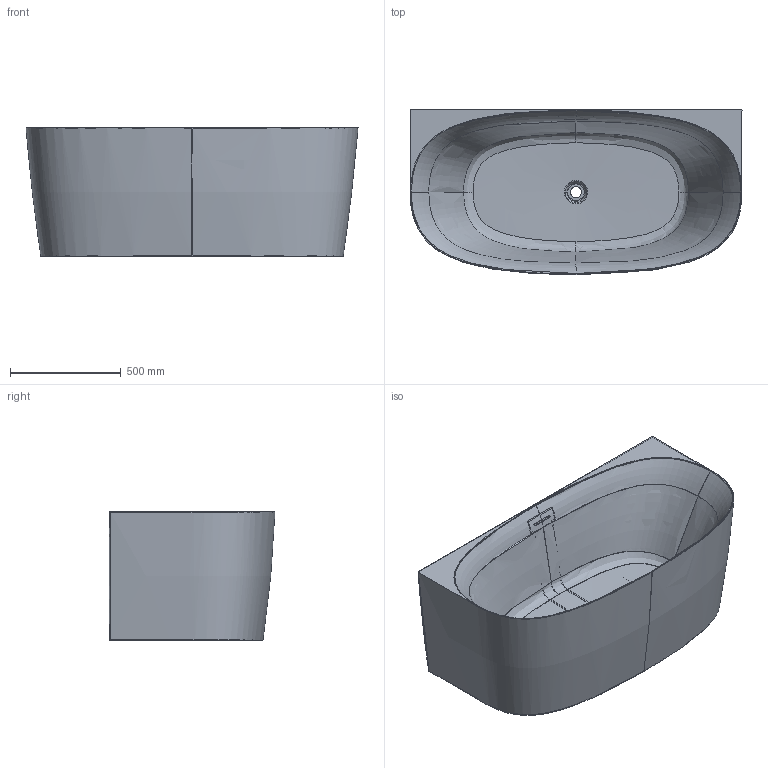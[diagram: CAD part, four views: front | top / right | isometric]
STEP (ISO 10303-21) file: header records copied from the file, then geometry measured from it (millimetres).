
FILE_DESCRIPTION(/* description */ (''),/* implementation_level */ '2;1');
FILE_NAME(/* name */ 'STEP - HY694-1500X750X580_1704106, 1704107',/* time_stamp */ '2024-11-19T08:53:12+11:00',/* author */ (''),/* organization */ (''),/* preprocessor_version */ 'ST-DEVELOPER v16.5',/* originating_system */ 'Rhino 7.37',/* authorisation */ '');
FILE_SCHEMA (('AUTOMOTIVE_DESIGN'));
Products named in the file (1): Document
Bounding box: 1500 x 749.74 x 580 mm (x, y, z)
Volume: 16281341.4 mm3; surface area: 9960669.3 mm2
Topology: 96 solids, 96 shells, 9345 faces, 26647 edges, 17448 vertices
Faces by surface type: cylinder 4519, plane 3675, bspline 1151
Full cylindrical faces by diameter (mm): 5 x48, 8.5 x432, 10 x444, 14.5 x12, 15 x12, 16 x6, 20 x12, 43.5 x12, 50 x2, 52.5 x12
Entity records: 393644 total; most frequent: CARTESIAN_POINT 222834, ORIENTED_EDGE 51882, EDGE_CURVE 25941, B_SPLINE_CURVE_WITH_KNOTS 20094, VERTEX_POINT 17448, EDGE_LOOP 10155, ADVANCED_FACE 9345, FACE_OUTER_BOUND 9345
